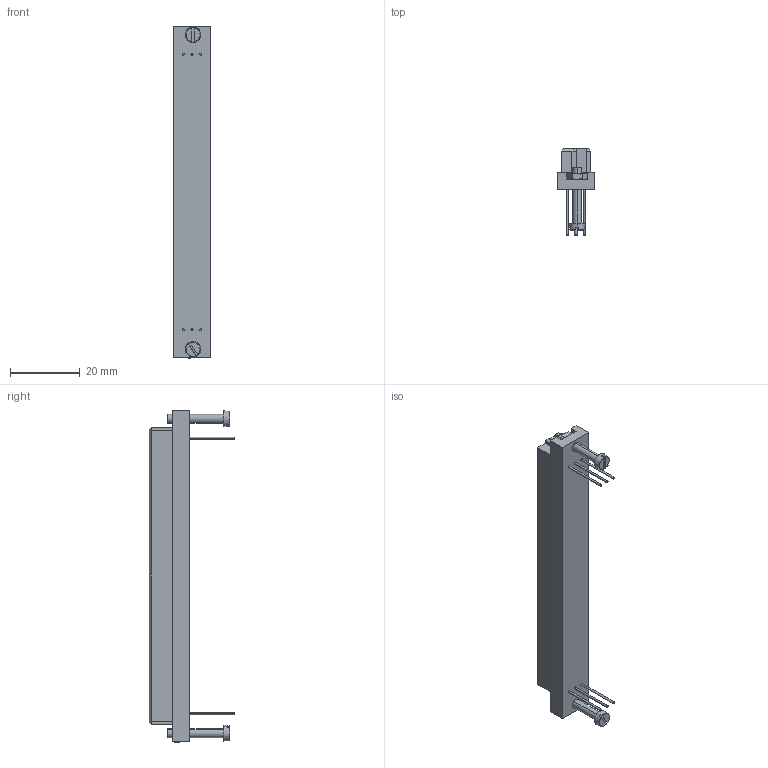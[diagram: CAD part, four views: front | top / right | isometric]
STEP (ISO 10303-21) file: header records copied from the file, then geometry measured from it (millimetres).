
FILE_DESCRIPTION (( 'STEP AP214' ), '1' );
FILE_NAME ('DIN41612-MiniSCT.STEP', '2019-02-26T08:16:48', ( '' ), ( '' ), 'SwSTEP 2.0', 'SolidWorks 2018', '' );
FILE_SCHEMA (( 'AUTOMOTIVE_DESIGN' ));
Length unit declared in the file: millimetre
Products named in the file (4): hex thin nut chamfered gradeab_din_Hexagon Thin Nut ISO 4035 - M2.5 - N; slotted cheese head screw_din_DIN EN ISO 1207 - M2.5 x 16 - 16N; DIN41612-MiniSCT; 09032966861
Assembly tree (5 placements, depth 2):
  DIN41612-MiniSCT
    09032966861
    hex thin nut chamfered gradeab_din_Hexagon Thin Nut ISO 4035 - M2.5 - N  x2
    slotted cheese head screw_din_DIN EN ISO 1207 - M2.5 x 16 - 16N  x2
Bounding box: 10.6 x 24.6 x 95 mm (x, y, z)
Volume: 9792.8 mm3; surface area: 4988.9 mm2
Topology: 5 solids, 5 shells, 243 faces, 595 edges, 382 vertices
Faces by surface type: plane 142, cone 36, bspline 33, cylinder 28, torus 4
Entity records: 8358 total; most frequent: CARTESIAN_POINT 3398, ORIENTED_EDGE 1010, DIRECTION 829, EDGE_CURVE 505, VECTOR 339, LINE 339, VERTEX_POINT 328, AXIS2_PLACEMENT_3D 245
